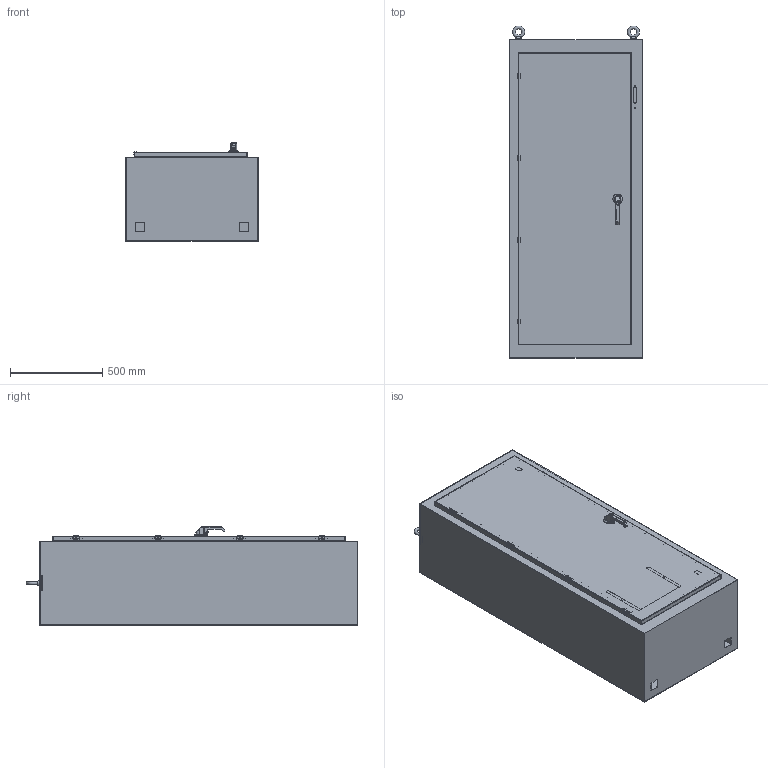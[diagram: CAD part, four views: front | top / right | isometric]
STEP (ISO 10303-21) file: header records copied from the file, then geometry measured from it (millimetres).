
FILE_DESCRIPTION (( 'STEP AP214' ), '1' );
FILE_NAME ('SCE-N68XM2818.STEP', '2024-05-07T18:21:53', ( '' ), ( '' ), 'SwSTEP 2.0', 'SolidWorks 2023', '' );
FILE_SCHEMA (( 'AUTOMOTIVE_DESIGN' ));
Length unit declared in the file: inch
Products named in the file (1): SCE-N68XM2818
Bounding box: 717.55 x 1801.91 x 534.57 mm (x, y, z)
Volume: 13955491.5 mm3; surface area: 10487160.7 mm2
Topology: 22 solids, 26 shells, 3140 faces, 8041 edges, 4983 vertices
Faces by surface type: plane 1331, cylinder 1021, bspline 364, torus 217, cone 111, sphere 96
Full cylindrical faces by diameter (mm): 1.016 x4, 3.978 x4, 4.318 x20, 4.978 x16, 5.016 x2, 5.207 x8, 5.232 x8, 5.537 x4, 6.096 x8, 6.198 x8, 6.35 x8, 7.137 x2, 9.525 x8, 10.323 x8, 15.24 x2, 16 x1, 22 x1, 29.8 x2
Entity records: 154488 total; most frequent: CARTESIAN_POINT 83243, ORIENTED_EDGE 15404, DIRECTION 13513, EDGE_CURVE 7702, AXIS2_PLACEMENT_3D 4893, VERTEX_POINT 4877, LINE 3727, VECTOR 3727
